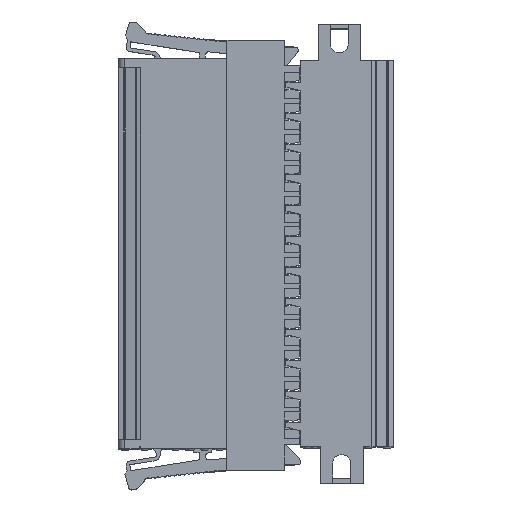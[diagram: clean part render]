
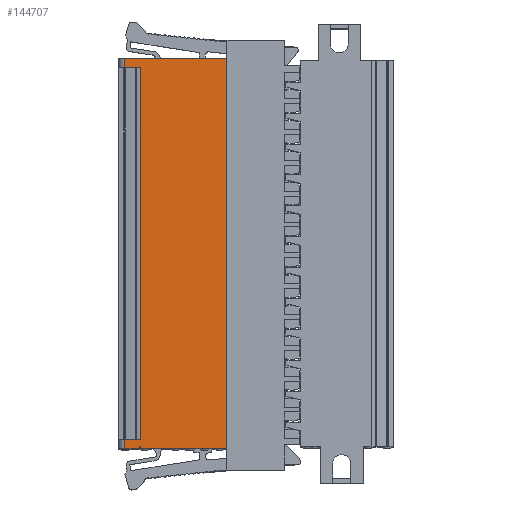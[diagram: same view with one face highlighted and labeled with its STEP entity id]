
A CAD part, top view. The second image highlights one B-rep face of the part: STEP entity #144707.
In plain terms, the highlighted planar face has unit normal (0, 0, 1).
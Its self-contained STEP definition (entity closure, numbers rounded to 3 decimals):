
#25401=ORIENTED_EDGE('',*,*,#46839,.T.);
#25402=ORIENTED_EDGE('',*,*,#42283,.T.);
#25403=ORIENTED_EDGE('',*,*,#44220,.T.);
#25404=ORIENTED_EDGE('',*,*,#36546,.F.);
#25405=ORIENTED_EDGE('',*,*,#46838,.T.);
#25406=ORIENTED_EDGE('',*,*,#37104,.T.);
#25407=ORIENTED_EDGE('',*,*,#43494,.F.);
#25408=ORIENTED_EDGE('',*,*,#45480,.F.);
#25409=ORIENTED_EDGE('',*,*,#43406,.F.);
#25410=ORIENTED_EDGE('',*,*,#42961,.F.);
#25411=ORIENTED_EDGE('',*,*,#46840,.T.);
#25412=ORIENTED_EDGE('',*,*,#45475,.F.);
#36546=EDGE_CURVE('',#51964,#51966,#62196,.T.);
#37104=EDGE_CURVE('',#52523,#52524,#62634,.T.);
#42283=EDGE_CURVE('',#56080,#56078,#65901,.T.);
#42961=EDGE_CURVE('',#56583,#56585,#66383,.T.);
#43406=EDGE_CURVE('',#56585,#56880,#66707,.T.);
#43494=EDGE_CURVE('',#56943,#52524,#66779,.T.);
#44220=EDGE_CURVE('',#56078,#51966,#67381,.T.);
#45475=EDGE_CURVE('',#58021,#58022,#68434,.T.);
#45480=EDGE_CURVE('',#56880,#56943,#68437,.T.);
#46838=EDGE_CURVE('',#51964,#52523,#69566,.T.);
#46839=EDGE_CURVE('',#58021,#56080,#69567,.T.);
#46840=EDGE_CURVE('',#56583,#58022,#69568,.T.);
#51964=VERTEX_POINT('',#179914);
#51966=VERTEX_POINT('',#179917);
#52523=VERTEX_POINT('',#181185);
#52524=VERTEX_POINT('',#181186);
#56078=VERTEX_POINT('',#207048);
#56080=VERTEX_POINT('',#207051);
#56583=VERTEX_POINT('',#209263);
#56585=VERTEX_POINT('',#209266);
#56880=VERTEX_POINT('',#210452);
#56943=VERTEX_POINT('',#210633);
#58021=VERTEX_POINT('',#216446);
#58022=VERTEX_POINT('',#216448);
#62196=LINE('',#179916,#73722);
#62634=LINE('',#181184,#74160);
#65901=LINE('',#207050,#77427);
#66383=LINE('',#209265,#77909);
#66707=LINE('',#210455,#78233);
#66779=LINE('',#210634,#78305);
#67381=LINE('',#212648,#78907);
#68434=LINE('',#216447,#79960);
#68437=LINE('',#216456,#79963);
#69566=LINE('',#220460,#81092);
#69567=LINE('',#220462,#81093);
#69568=LINE('',#220463,#81094);
#73722=VECTOR('',#153974,1000.);
#74160=VECTOR('',#154858,1000.);
#77427=VECTOR('',#163753,1000.);
#77909=VECTOR('',#164779,1000.);
#78233=VECTOR('',#165601,1000.);
#78305=VECTOR('',#165763,1000.);
#78907=VECTOR('',#167153,1000.);
#79960=VECTOR('',#169274,1000.);
#79963=VECTOR('',#169281,1000.);
#81092=VECTOR('',#171676,1000.);
#81093=VECTOR('',#171679,1000.);
#81094=VECTOR('',#171680,1000.);
#89360=EDGE_LOOP('',(#25401,#25402,#25403,#25404,#25405,#25406,#25407,#25408,
#25409,#25410,#25411,#25412));
#95675=FACE_BOUND('',#89360,.T.);
#100181=PLANE('',#151794);
#144707=ADVANCED_FACE('',(#95675),#100181,.T.);
#151794=AXIS2_PLACEMENT_3D('',#220461,#171677,#171678);
#153974=DIRECTION('',(-1.,0.,0.));
#154858=DIRECTION('',(-1.,0.,0.));
#163753=DIRECTION('',(-1.,0.,0.));
#164779=DIRECTION('',(-1.,0.,0.));
#165601=DIRECTION('',(0.,-1.,0.));
#165763=DIRECTION('',(0.,1.,0.));
#167153=DIRECTION('',(0.,-1.,0.));
#169274=DIRECTION('',(-1.,0.,0.));
#169281=DIRECTION('',(-1.,0.,0.));
#171676=DIRECTION('',(0.,-1.,0.));
#171677=DIRECTION('',(0.,0.,1.));
#171678=DIRECTION('',(1.,0.,0.));
#171679=DIRECTION('',(0.,1.,0.));
#171680=DIRECTION('',(0.,-1.,0.));
#179914=CARTESIAN_POINT('',(-9.39,61.13,0.));
#179916=CARTESIAN_POINT('',(4.775,61.13,0.));
#179917=CARTESIAN_POINT('',(-12.075,61.13,0.));
#181184=CARTESIAN_POINT('',(4.775,-0.12,0.));
#181185=CARTESIAN_POINT('',(-9.39,-0.12,0.));
#181186=CARTESIAN_POINT('',(-12.075,-0.12,0.));
#207048=CARTESIAN_POINT('',(-12.075,62.63,0.));
#207050=CARTESIAN_POINT('',(4.775,62.63,0.));
#207051=CARTESIAN_POINT('',(4.775,62.63,0.));
#209263=CARTESIAN_POINT('',(-9.39,-1.22,0.));
#209265=CARTESIAN_POINT('',(-8.024,-1.22,0.));
#209266=CARTESIAN_POINT('',(-9.616,-1.22,0.));
#210452=CARTESIAN_POINT('',(-9.616,-1.62,0.));
#210455=CARTESIAN_POINT('',(-9.616,-1.22,0.));
#210633=CARTESIAN_POINT('',(-12.075,-1.62,0.));
#210634=CARTESIAN_POINT('',(-12.075,-1.62,0.));
#212648=CARTESIAN_POINT('',(-12.075,62.63,0.));
#216446=CARTESIAN_POINT('',(4.775,-1.62,0.));
#216447=CARTESIAN_POINT('',(4.775,-1.62,0.));
#216448=CARTESIAN_POINT('',(-9.39,-1.62,0.));
#216456=CARTESIAN_POINT('',(4.775,-1.62,0.));
#220460=CARTESIAN_POINT('',(-9.39,10.08,0.));
#220461=CARTESIAN_POINT('',(13.075,10.08,0.));
#220462=CARTESIAN_POINT('',(4.775,10.08,0.));
#220463=CARTESIAN_POINT('',(-9.39,62.63,0.));
